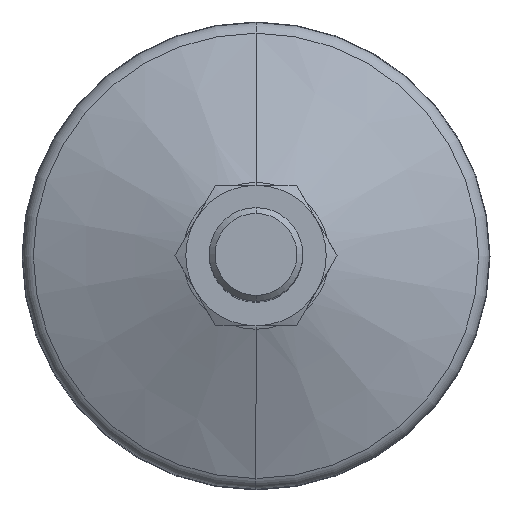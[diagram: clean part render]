
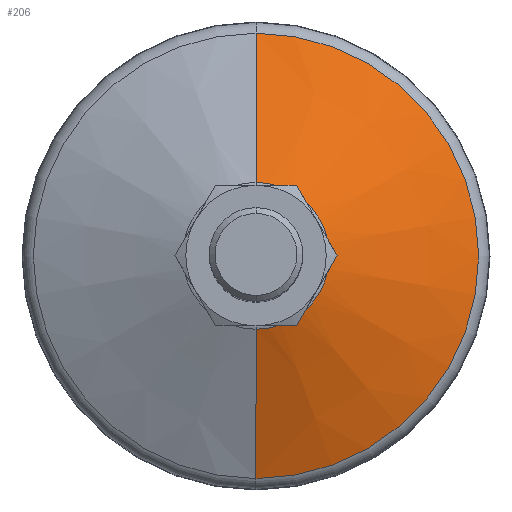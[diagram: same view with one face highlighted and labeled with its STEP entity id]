
A CAD part, top view. The second image highlights one B-rep face of the part: STEP entity #206.
In plain terms, the highlighted conical face has half-angle 67.53 degrees and reference radius 25.305 mm.
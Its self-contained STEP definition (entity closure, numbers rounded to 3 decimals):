
#206=ADVANCED_FACE('',(#431),#432,.T.);
#431=FACE_OUTER_BOUND('',#686,.T.);
#432=CONICAL_SURFACE('',#687,25.305,1.179);
#686=EDGE_LOOP('',(#1140,#1141,#1142,#1143));
#687=AXIS2_PLACEMENT_3D('',#1144,#1145,#1146);
#1140=ORIENTED_EDGE('',*,*,#1509,.T.);
#1141=ORIENTED_EDGE('',*,*,#1548,.F.);
#1142=ORIENTED_EDGE('',*,*,#1511,.T.);
#1143=ORIENTED_EDGE('',*,*,#1546,.T.);
#1144=CARTESIAN_POINT('',(0.0,0.0,-34.453));
#1145=DIRECTION('',(-0.0,0.0,-1.0));
#1146=DIRECTION('',(0.0,1.0,0.0));
#1509=EDGE_CURVE('',#1791,#1782,#1792,.T.);
#1511=EDGE_CURVE('',#1785,#1793,#1795,.T.);
#1546=EDGE_CURVE('',#1793,#1791,#1843,.T.);
#1548=EDGE_CURVE('',#1785,#1782,#1845,.T.);
#1782=VERTEX_POINT('',#2385);
#1785=VERTEX_POINT('',#2388);
#1791=VERTEX_POINT('',#2394);
#1792=LINE('',#2395,#2396);
#1793=VERTEX_POINT('',#2397);
#1795=LINE('',#2399,#2400);
#1843=CIRCLE('',#2454,38.06);
#1845=CIRCLE('',#2456,12.551);
#2385=CARTESIAN_POINT('',(0.0,12.551,-29.177));
#2388=CARTESIAN_POINT('',(0.,-12.551,-29.177));
#2394=CARTESIAN_POINT('',(0.0,38.06,-39.728));
#2395=CARTESIAN_POINT('',(0.,25.305,-34.453));
#2396=VECTOR('',#2968,1.0);
#2397=CARTESIAN_POINT('',(0.,-38.06,-39.728));
#2399=CARTESIAN_POINT('',(0.,-25.305,-34.453));
#2400=VECTOR('',#2972,1.0);
#2454=AXIS2_PLACEMENT_3D('',#3027,#3028,#3029);
#2456=AXIS2_PLACEMENT_3D('',#3030,#3031,#3032);
#2968=DIRECTION('',(0.,-0.924,0.382));
#2972=DIRECTION('',(0.,-0.924,-0.382));
#3027=CARTESIAN_POINT('',(0.0,0.0,-39.728));
#3028=DIRECTION('',(0.0,-0.0,1.0));
#3029=DIRECTION('',(0.0,1.0,0.0));
#3030=CARTESIAN_POINT('',(0.0,0.0,-29.177));
#3031=DIRECTION('',(0.0,-0.0,1.0));
#3032=DIRECTION('',(0.0,1.0,0.0));
